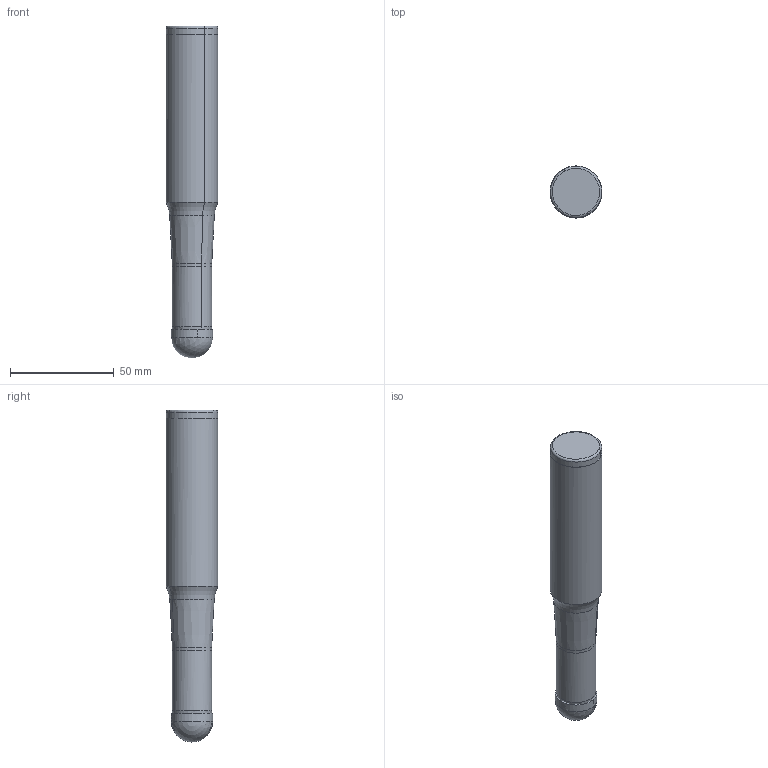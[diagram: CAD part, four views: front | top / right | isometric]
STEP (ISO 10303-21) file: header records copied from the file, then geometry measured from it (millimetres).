
FILE_DESCRIPTION((''),'2;1');
FILE_NAME('1TW8J020075T5R00','2015-12-05T',('thielmann'),(''),'PRO/ENGINEER BY PARAMETRIC TECHNOLOGY CORPORATION, 2011490','PRO/ENGINEER BY PARAMETRIC TECHNOLOGY CORPORATION, 2011490','');
FILE_SCHEMA(('AUTOMOTIVE_DESIGN { 1 2 10303 214 0 1 1 1 }'));
Length unit declared in the file: millimetre
Products named in the file (3): NO_CUT; CUT; 1TW8J020075T5R00
Assembly tree (2 placements, depth 2):
  1TW8J020075T5R00
    NO_CUT
    CUT
Bounding box: 25 x 24.99 x 159.93 mm (x, y, z)
Volume: 66301.3 mm3; surface area: 12827.8 mm2
Topology: 2 solids, 2 shells, 24 faces, 65 edges, 42 vertices
Faces by surface type: torus 6, cylinder 6, bspline 4, plane 3, sphere 3, cone 2
Entity records: 1258 total; most frequent: CARTESIAN_POINT 244, DIRECTION 166, ORIENTED_EDGE 114, AXIS2_PLACEMENT_3D 78, PRESENTATION_STYLE_ASSIGNMENT 69, STYLED_ITEM 69, CURVE_STYLE 67, EDGE_CURVE 57
